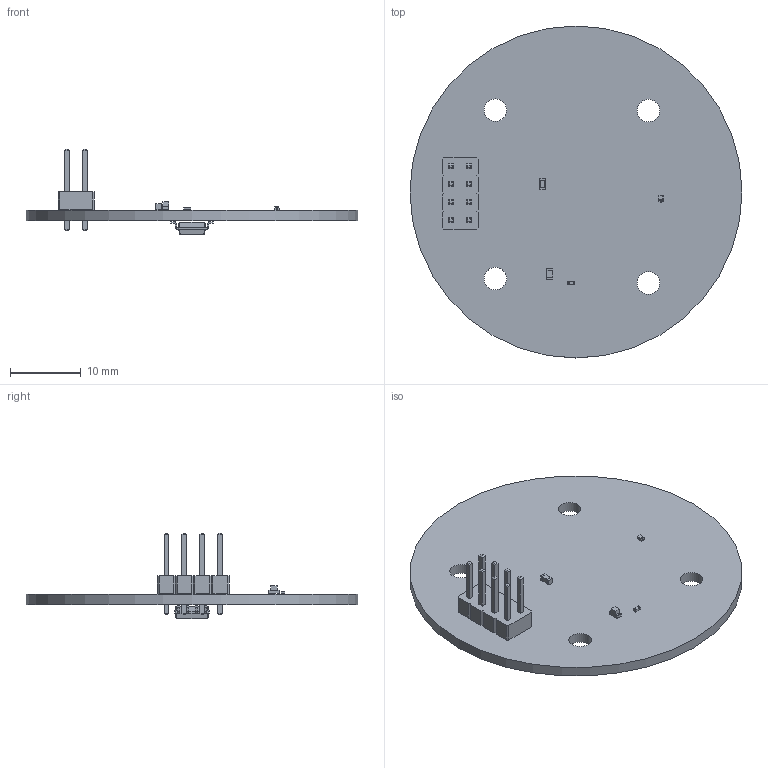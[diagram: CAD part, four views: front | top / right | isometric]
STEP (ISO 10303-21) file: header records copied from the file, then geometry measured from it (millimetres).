
FILE_DESCRIPTION(('KiCad electronic assembly'),'2;1');
FILE_NAME('kibot-test-cicd.step','2026-01-12T19:28:51',('Pcbnew'),( 'Kicad'),'Open CASCADE STEP processor 7.8','KiCad to STEP converter' ,'Unknown');
FILE_SCHEMA(('AUTOMOTIVE_DESIGN { 1 0 10303 214 1 1 1 1 }'));
Length unit declared in the file: millimetre
Products named in the file (8): kibot-test-cicd 1; D_SOD-923; LED_0603_1608Metric; C_0603_1608Metric; R_0402_1005Metric; PinHeader_2x04_P2.54mm_Vertical; SO-8_3.9x4.9mm_P1.27mm; kibot_o8pzag4x_PCB
Assembly tree (7 placements, depth 2):
  kibot-test-cicd 1
    D_SOD-923
    LED_0603_1608Metric
    C_0603_1608Metric
    R_0402_1005Metric
    PinHeader_2x04_P2.54mm_Vertical
    SO-8_3.9x4.9mm_P1.27mm
    kibot_o8pzag4x_PCB
Bounding box: 47 x 47 x 12.11 mm (x, y, z)
Volume: 2704.1 mm3; surface area: 4166.7 mm2
Topology: 7 solids, 7 shells, 465 faces, 1163 edges, 733 vertices
Faces by surface type: plane 366, cylinder 73, bspline 26
Full cylindrical faces by diameter (mm): 1 x8, 3.2 x4, 47.003 x1
Entity records: 17169 total; most frequent: CARTESIAN_POINT 2499, ORIENTED_EDGE 2326, DIRECTION 2168, EDGE_CURVE 1163, LINE 980, VECTOR 980, VERTEX_POINT 733, AXIS2_PLACEMENT_3D 594
